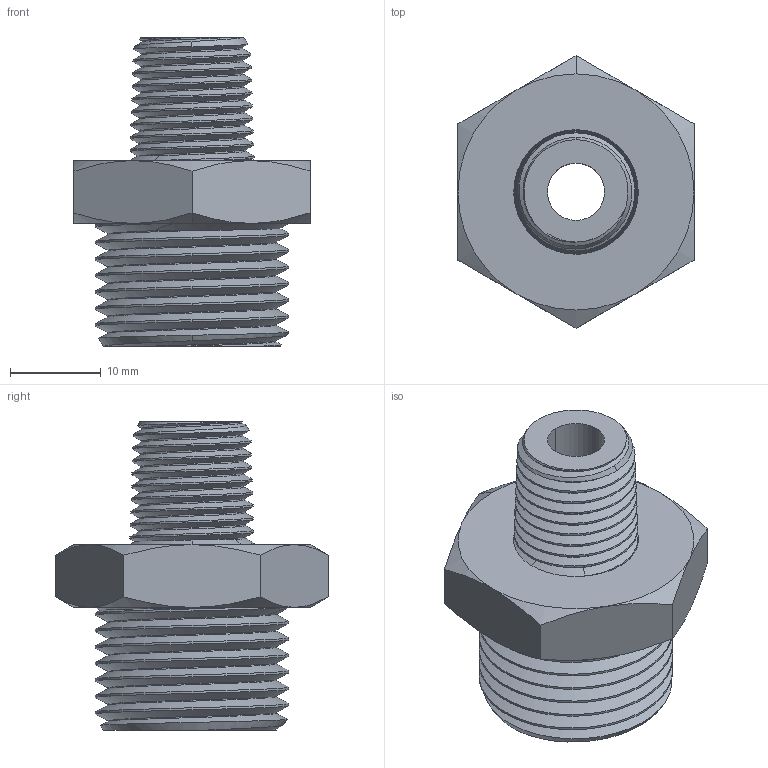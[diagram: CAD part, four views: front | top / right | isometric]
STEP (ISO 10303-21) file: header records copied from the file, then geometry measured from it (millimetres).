
FILE_DESCRIPTION (( 'STEP AP203' ), '1' );
FILE_NAME ('9027N182_Low-Pressure Stainless Steel Threaded Pipe Fitting.STEP', '2021-07-08T20:02:50', ( 'Administrator' ), ( 'Managed by Terraform' ), 'SwSTEP 2.0', 'SolidWorks 2017', '' );
FILE_SCHEMA (( 'CONFIG_CONTROL_DESIGN' ));
Length unit declared in the file: inch
Products named in the file (1): 9027N182_Low-Pressure Stainless Steel Threaded Pipe Fitting
Bounding box: 26 x 30.02 x 34.01 mm (x, y, z)
Volume: 7248.8 mm3; surface area: 5070.1 mm2
Topology: 1 solids, 1 shells, 81 faces, 209 edges, 132 vertices
Faces by surface type: cone 47, cylinder 18, plane 10, bspline 6
Entity records: 10172 total; most frequent: CARTESIAN_POINT 8377, ORIENTED_EDGE 418, DIRECTION 279, EDGE_CURVE 209, VERTEX_POINT 132, AXIS2_PLACEMENT_3D 113, B_SPLINE_CURVE_WITH_KNOTS 89, EDGE_LOOP 85
